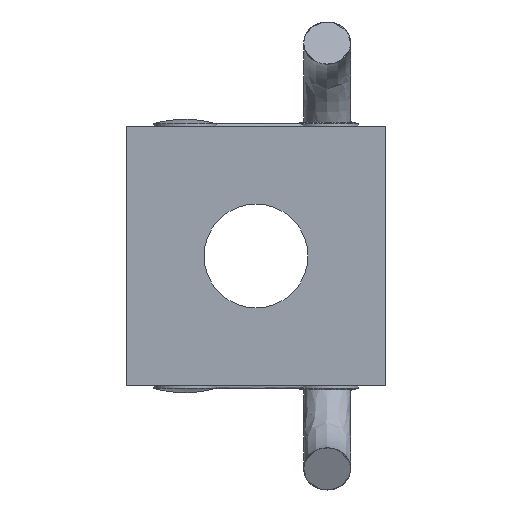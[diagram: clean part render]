
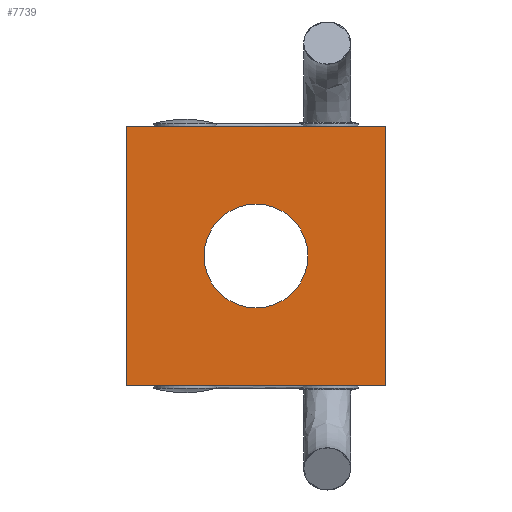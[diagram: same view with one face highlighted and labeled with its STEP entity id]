
A CAD part, front view. The second image highlights one B-rep face of the part: STEP entity #7739.
In plain terms, the highlighted planar face has unit normal (0, -1, 0).
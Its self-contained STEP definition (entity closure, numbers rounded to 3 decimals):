
#85 = VERTEX_POINT ( 'NONE', #7451 ) ;
#345 = DIRECTION ( 'NONE',  ( 0., 0., -1. ) ) ;
#459 = CARTESIAN_POINT ( 'NONE',  ( 2.5, -0.501, -2.5 ) ) ;
#479 = DIRECTION ( 'NONE',  ( 0., 0., 1. ) ) ;
#535 = ORIENTED_EDGE ( 'NONE', *, *, #6877, .T. ) ;
#539 = CARTESIAN_POINT ( 'NONE',  ( 2.5, -0.501, 2.5 ) ) ;
#1296 = ORIENTED_EDGE ( 'NONE', *, *, #5495, .T. ) ;
#1388 = VECTOR ( 'NONE', #2731, 1000. ) ;
#1696 = CIRCLE ( 'NONE', #7986, 1. ) ;
#1862 = VERTEX_POINT ( 'NONE', #3789 ) ;
#1886 = DIRECTION ( 'NONE',  ( 0., -1., 0. ) ) ;
#2091 = CARTESIAN_POINT ( 'NONE',  ( -2.5, -0.501, 2.5 ) ) ;
#2195 = DIRECTION ( 'NONE',  ( -1., 0., 0. ) ) ;
#2476 = EDGE_CURVE ( 'NONE', #1862, #5099, #2704, .T. ) ;
#2561 = ORIENTED_EDGE ( 'NONE', *, *, #2476, .F. ) ;
#2704 = CIRCLE ( 'NONE', #5429, 1. ) ;
#2731 = DIRECTION ( 'NONE',  ( 0., 0., -1. ) ) ;
#2733 = EDGE_LOOP ( 'NONE', ( #5125, #2561 ) ) ;
#2852 = CARTESIAN_POINT ( 'NONE',  ( -2.5, -0.501, -2.5 ) ) ;
#3036 = FACE_OUTER_BOUND ( 'NONE', #7263, .T. ) ;
#3482 = CARTESIAN_POINT ( 'NONE',  ( 0., -0.501, 0. ) ) ;
#3505 = LINE ( 'NONE', #7358, #5005 ) ;
#3789 = CARTESIAN_POINT ( 'NONE',  ( 0., -0.501, 1. ) ) ;
#4062 = VERTEX_POINT ( 'NONE', #2852 ) ;
#4112 = DIRECTION ( 'NONE',  ( 0., 0., -1. ) ) ;
#4158 = DIRECTION ( 'NONE',  ( 0., -1., 0. ) ) ;
#4723 = PLANE ( 'NONE',  #6703 ) ;
#4956 = CARTESIAN_POINT ( 'NONE',  ( 2.5, -0.501, 2.5 ) ) ;
#5005 = VECTOR ( 'NONE', #2195, 1000. ) ;
#5041 = LINE ( 'NONE', #8044, #6571 ) ;
#5099 = VERTEX_POINT ( 'NONE', #8020 ) ;
#5125 = ORIENTED_EDGE ( 'NONE', *, *, #6786, .F. ) ;
#5429 = AXIS2_PLACEMENT_3D ( 'NONE', #5727, #1886, #6381 ) ;
#5495 = EDGE_CURVE ( 'NONE', #85, #4062, #6509, .T. ) ;
#5727 = CARTESIAN_POINT ( 'NONE',  ( 0., -0.501, 0. ) ) ;
#5986 = VECTOR ( 'NONE', #479, 1000. ) ;
#6085 = DIRECTION ( 'NONE',  ( 1., 0., 0. ) ) ;
#6093 = EDGE_CURVE ( 'NONE', #6885, #85, #3505, .T. ) ;
#6381 = DIRECTION ( 'NONE',  ( 0., 0., -1. ) ) ;
#6509 = LINE ( 'NONE', #2091, #1388 ) ;
#6571 = VECTOR ( 'NONE', #6085, 1000. ) ;
#6703 = AXIS2_PLACEMENT_3D ( 'NONE', #3482, #7982, #4112 ) ;
#6786 = EDGE_CURVE ( 'NONE', #5099, #1862, #1696, .T. ) ;
#6877 = EDGE_CURVE ( 'NONE', #8024, #6885, #7691, .T. ) ;
#6885 = VERTEX_POINT ( 'NONE', #539 ) ;
#7263 = EDGE_LOOP ( 'NONE', ( #535, #8091, #1296, #7853 ) ) ;
#7358 = CARTESIAN_POINT ( 'NONE',  ( -2.5, -0.501, 2.5 ) ) ;
#7451 = CARTESIAN_POINT ( 'NONE',  ( -2.5, -0.501, 2.5 ) ) ;
#7691 = LINE ( 'NONE', #4956, #5986 ) ;
#7739 = ADVANCED_FACE ( 'NONE', ( #8176, #3036 ), #4723, .T. ) ;
#7824 = EDGE_CURVE ( 'NONE', #4062, #8024, #5041, .T. ) ;
#7853 = ORIENTED_EDGE ( 'NONE', *, *, #7824, .T. ) ;
#7982 = DIRECTION ( 'NONE',  ( 0., -1., 0. ) ) ;
#7986 = AXIS2_PLACEMENT_3D ( 'NONE', #8031, #4158, #345 ) ;
#8020 = CARTESIAN_POINT ( 'NONE',  ( 0., -0.501, -1. ) ) ;
#8024 = VERTEX_POINT ( 'NONE', #459 ) ;
#8031 = CARTESIAN_POINT ( 'NONE',  ( 0., -0.501, 0. ) ) ;
#8044 = CARTESIAN_POINT ( 'NONE',  ( -2.5, -0.501, -2.5 ) ) ;
#8091 = ORIENTED_EDGE ( 'NONE', *, *, #6093, .T. ) ;
#8176 = FACE_BOUND ( 'NONE', #2733, .T. ) ;
